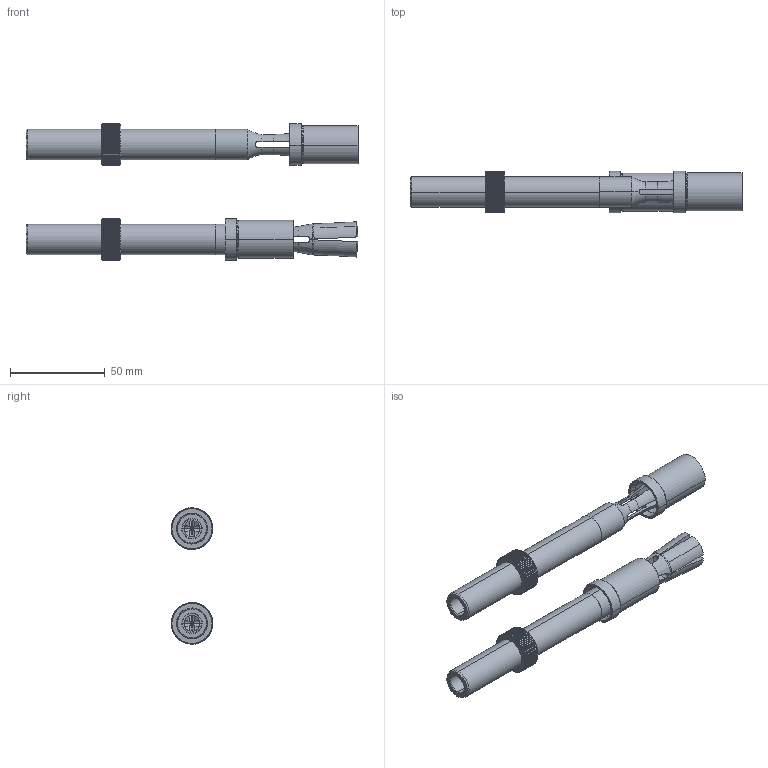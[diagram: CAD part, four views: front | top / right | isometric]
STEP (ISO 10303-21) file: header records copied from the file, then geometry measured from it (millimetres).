
FILE_DESCRIPTION (( 'STEP AP214' ), '1' );
FILE_NAME ('EE168175-WEB.STEP', '2019-07-15T14:41:29', ( '' ), ( '' ), 'SwSTEP 2.0', 'SolidWorks 2018', '' );
FILE_SCHEMA (( 'AUTOMOTIVE_DESIGN' ));
Length unit declared in the file: millimetre
Products named in the file (12): 9CP162022; EE168175_Conjt. Cerrado; 8TP161022; 8EE168075_Cerrada; 8EE168075_Abierta ; 3JT15.5X1.5X18.5; 9EP160100; 9EE168175_Sub-conjt. Abierto ; 9TP161022; EE168175_Conjt. Abierto; 9EE168175_Sub-conjt. Cerrado ; EE168175-WEB
Assembly tree (14 placements, depth 4):
  EE168175-WEB
    EE168175_Conjt. Abierto
      9EE168175_Sub-conjt. Abierto 
        8EE168075_Abierta 
        9EP160100
      9CP162022
      9TP161022
        8TP161022
        3JT15.5X1.5X18.5
    EE168175_Conjt. Cerrado
      9EE168175_Sub-conjt. Cerrado 
        8EE168075_Cerrada
        9EP160100
      9CP162022
      9TP161022
        8TP161022
        3JT15.5X1.5X18.5
Bounding box: 175.1 x 21.99 x 71.99 mm (x, y, z)
Volume: 53615.2 mm3; surface area: 45398 mm2
Topology: 10 solids, 10 shells, 2154 faces, 5970 edges, 3930 vertices
Faces by surface type: bspline 780, plane 726, cylinder 356, cone 228, torus 64
Entity records: 59219 total; most frequent: CARTESIAN_POINT 26238, ORIENTED_EDGE 6450, DIRECTION 3547, EDGE_CURVE 3225, VERTEX_POINT 2115, B_SPLINE_CURVE_WITH_KNOTS 1786, AXIS2_PLACEMENT_3D 1318, EDGE_LOOP 1230
